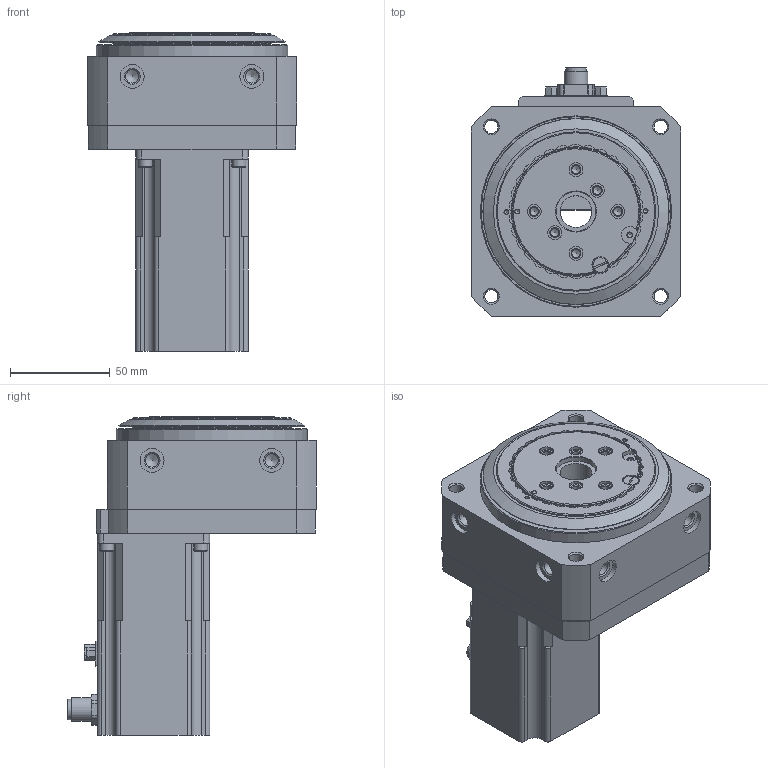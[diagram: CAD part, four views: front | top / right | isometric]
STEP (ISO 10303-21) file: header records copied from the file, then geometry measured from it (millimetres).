
FILE_DESCRIPTION(/* description */ ('STEP AP214'),/* implementation_level */ '2;1');
FILE_NAME(/* name */ '3008528_ERMO-32-ST-E',/* time_stamp */ '2024-08-26T08:28:50+02:00',/* author */ ('License CC BY-ND 4.0'),/* organization */ ('CADENAS'),/* preprocessor_version */ 'ST-DEVELOPER v19.3',/* originating_system */ 'PARTsolutions',/* authorisation */ ' ');
FILE_SCHEMA (('AUTOMOTIVE_DESIGN {1 0 10303 214 3 1 1}'));
Length unit declared in the file: millimetre
Products named in the file (7): 3008528 ERMO-32-ST-E---(0); 2954698 ERMO-32-ST-E---(0_d); 2954698 ERMO-32---(geh); 2663702 ERMO-32-SE---(m); ISO-4762 M4x12; 2954698 ERMO-32---(0_te); 710515 DSM-12-P-B
Assembly tree (9 placements, depth 2):
  3008528 ERMO-32-ST-E---(0)
    2954698 ERMO-32-ST-E---(0_d)
    2954698 ERMO-32---(geh)
    2663702 ERMO-32-SE---(m)
    ISO-4762 M4x12  x4
    2954698 ERMO-32---(0_te)
    710515 DSM-12-P-B
Bounding box: 105 x 124.9 x 160 mm (x, y, z)
Volume: 786453.1 mm3; surface area: 125910.7 mm2
Topology: 8 solids, 8 shells, 629 faces, 1491 edges, 967 vertices
Faces by surface type: plane 285, cylinder 224, cone 111, torus 9
Full cylindrical faces by diameter (mm): 1 x17, 1.25 x1, 2.1 x2, 2.459 x1, 2.5 x3, 3.242 x4, 4 x4, 4.134 x10, 4.5 x1, 5 x5, 6.35 x1, 6.647 x10, 6.917 x1, 7 x14, 8 x2, 10 x4, 10.4 x1, 11 x8, 11.72 x1, 12 x7, 12.7 x1, 14 x1, 16 x2, 17.6 x2, 18 x1, 20 x1, 38.1 x2, 65 x1, 67.06 x1, 78.3 x2
Entity records: 15941 total; most frequent: DIRECTION 2664, CARTESIAN_POINT 2463, ORIENTED_EDGE 2096, AXIS2_PLACEMENT_3D 1075, EDGE_CURVE 1048, FACE_BOUND 865, EDGE_LOOP 838, VERTEX_POINT 811
